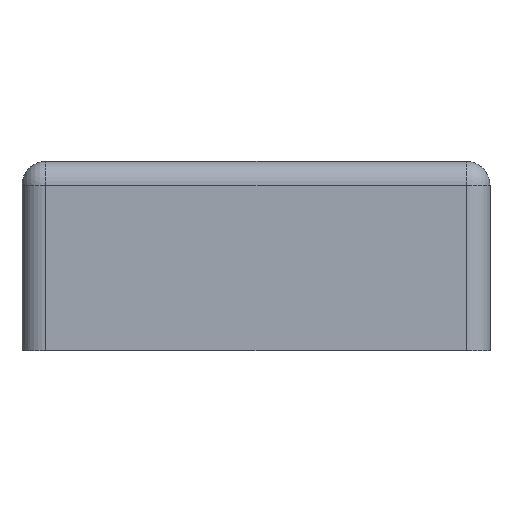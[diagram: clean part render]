
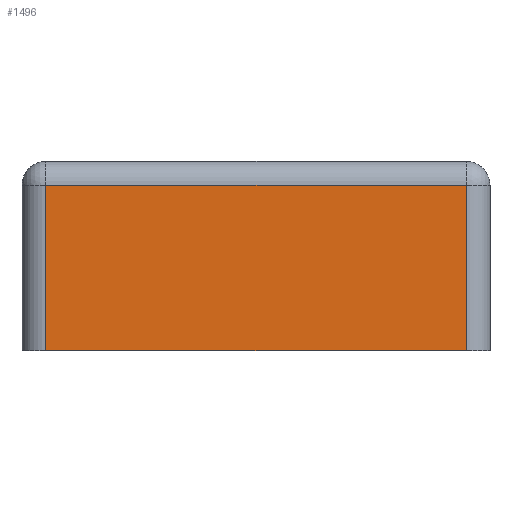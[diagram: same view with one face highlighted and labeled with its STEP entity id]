
A CAD part, left-side view. The second image highlights one B-rep face of the part: STEP entity #1496.
In plain terms, the highlighted planar face has unit normal (-1, 0, 0).
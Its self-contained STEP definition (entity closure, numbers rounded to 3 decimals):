
#25 = EDGE_LOOP ( 'NONE', ( #4252, #2659, #4163, #2772 ) ) ;
#765 = VERTEX_POINT ( 'NONE', #930 ) ;
#930 = CARTESIAN_POINT ( 'NONE',  ( 0., 37.6, 14. ) ) ;
#1187 = DIRECTION ( 'NONE',  ( 1., 0., 0. ) ) ;
#1354 = VECTOR ( 'NONE', #2373, 1000. ) ;
#1436 = EDGE_CURVE ( 'NONE', #765, #4629, #1830, .T. ) ;
#1476 = LINE ( 'NONE', #3106, #4971 ) ;
#1496 = ADVANCED_FACE ( 'NONE', ( #2967 ), #4751, .F. ) ;
#1659 = LINE ( 'NONE', #4767, #1354 ) ;
#1758 = EDGE_CURVE ( 'NONE', #3045, #2000, #4257, .T. ) ;
#1830 = LINE ( 'NONE', #2751, #3960 ) ;
#2000 = VERTEX_POINT ( 'NONE', #3633 ) ;
#2373 = DIRECTION ( 'NONE',  ( 0., 1., 0. ) ) ;
#2525 = EDGE_CURVE ( 'NONE', #4629, #3045, #1476, .T. ) ;
#2570 = DIRECTION ( 'NONE',  ( 0., 0., 1. ) ) ;
#2659 = ORIENTED_EDGE ( 'NONE', *, *, #1758, .T. ) ;
#2751 = CARTESIAN_POINT ( 'NONE',  ( 0., 37.6, 16. ) ) ;
#2772 = ORIENTED_EDGE ( 'NONE', *, *, #1436, .T. ) ;
#2805 = DIRECTION ( 'NONE',  ( 0., 0., -1. ) ) ;
#2930 = CARTESIAN_POINT ( 'NONE',  ( 0., 2., 0. ) ) ;
#2967 = FACE_OUTER_BOUND ( 'NONE', #25, .T. ) ;
#3045 = VERTEX_POINT ( 'NONE', #2930 ) ;
#3065 = AXIS2_PLACEMENT_3D ( 'NONE', #4377, #1187, #2805 ) ;
#3106 = CARTESIAN_POINT ( 'NONE',  ( 0., 0., 0. ) ) ;
#3555 = DIRECTION ( 'NONE',  ( 0., 0., -1. ) ) ;
#3633 = CARTESIAN_POINT ( 'NONE',  ( 0., 2., 14. ) ) ;
#3820 = VECTOR ( 'NONE', #2570, 1000. ) ;
#3960 = VECTOR ( 'NONE', #3555, 1000. ) ;
#4160 = CARTESIAN_POINT ( 'NONE',  ( 0., 37.6, 0. ) ) ;
#4163 = ORIENTED_EDGE ( 'NONE', *, *, #4397, .T. ) ;
#4252 = ORIENTED_EDGE ( 'NONE', *, *, #2525, .T. ) ;
#4257 = LINE ( 'NONE', #4958, #3820 ) ;
#4377 = CARTESIAN_POINT ( 'NONE',  ( 0., 0., 16. ) ) ;
#4397 = EDGE_CURVE ( 'NONE', #2000, #765, #1659, .T. ) ;
#4629 = VERTEX_POINT ( 'NONE', #4160 ) ;
#4751 = PLANE ( 'NONE',  #3065 ) ;
#4767 = CARTESIAN_POINT ( 'NONE',  ( 0., 0., 14. ) ) ;
#4958 = CARTESIAN_POINT ( 'NONE',  ( 0., 2., 16. ) ) ;
#4971 = VECTOR ( 'NONE', #5043, 1000. ) ;
#5043 = DIRECTION ( 'NONE',  ( 0., -1., 0. ) ) ;
